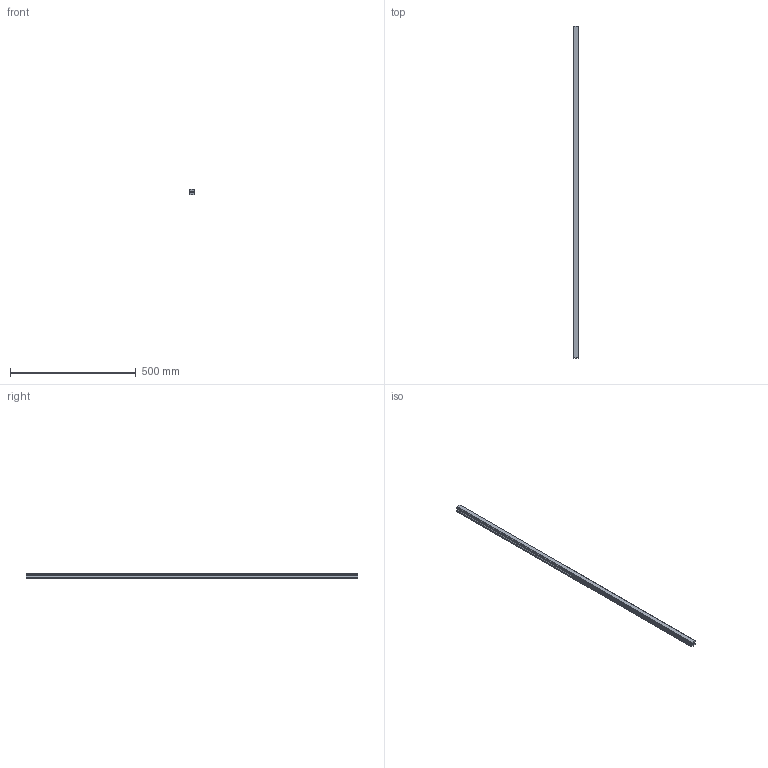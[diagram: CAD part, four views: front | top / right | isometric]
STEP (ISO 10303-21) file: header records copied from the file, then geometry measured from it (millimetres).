
FILE_DESCRIPTION(('STEP AP214'),'1');
FILE_NAME('cctmp_44EBBAF8-7E90-443F-A026-21FA5D3A375C_2021_01_25_13_39_52_0963..stp','2021-01-25T12:39:53',('HIWIN GmbH'),('CADClick - www.CADClick.com'),'Spatial InterOp 3D',' ','unknown authorization');
FILE_SCHEMA(('AUTOMOTIVE_DESIGN'));
Length unit declared in the file: millimetre
Products named in the file (1): HGR25T1320C_FILE
Bounding box: 23 x 1320 x 22 mm (x, y, z)
Volume: 570710.5 mm3; surface area: 125791.7 mm2
Topology: 1 solids, 1 shells, 265 faces, 799 edges, 496 vertices
Faces by surface type: plane 155, cylinder 66, cone 44
Entity records: 10865 total; most frequent: DIRECTION 1595, CARTESIAN_POINT 1517, ORIENTED_EDGE 1510, EDGE_CURVE 755, AXIS2_PLACEMENT_3D 574, VERTEX_POINT 496, LINE 447, VECTOR 447
